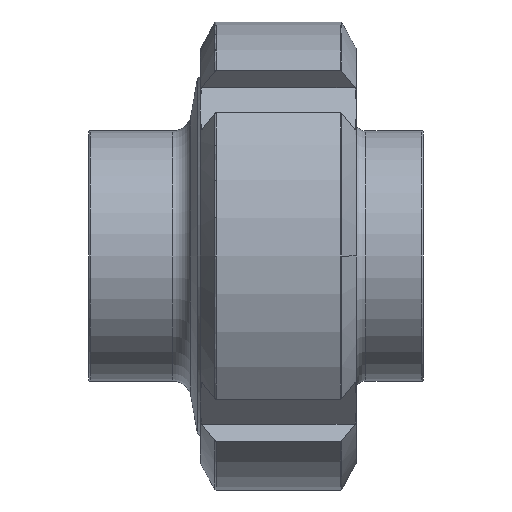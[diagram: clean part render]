
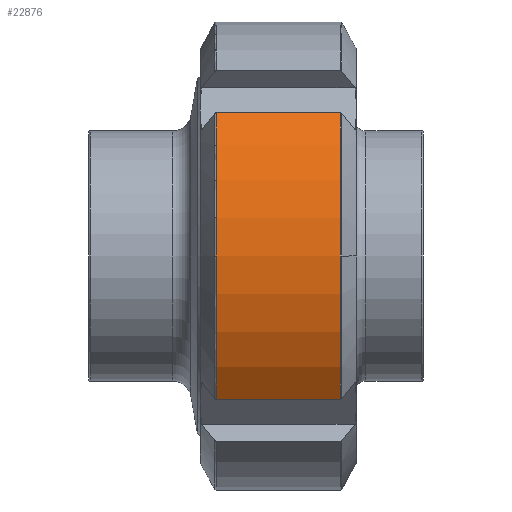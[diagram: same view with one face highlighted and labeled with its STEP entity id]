
A CAD part, front view. The second image highlights one B-rep face of the part: STEP entity #22876.
In plain terms, the highlighted cylindrical face has radius 31.5 mm (diameter 63 mm), a partial arc.
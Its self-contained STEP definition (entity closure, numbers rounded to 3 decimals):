
#72 = DIRECTION ( 'NONE',  ( 0., -1., 0. ) ) ;
#416 = DIRECTION ( 'NONE',  ( -1., 0., 0. ) ) ;
#684 = DIRECTION ( 'NONE',  ( 0., -1., 0. ) ) ;
#691 = CIRCLE ( 'NONE', #12739, 31.5 ) ;
#852 = AXIS2_PLACEMENT_3D ( 'NONE', #27529, #55752, #46902 ) ;
#7396 = CARTESIAN_POINT ( 'NONE',  ( -11.864, -31.5, 0. ) ) ;
#9121 = VERTEX_POINT ( 'NONE', #53305 ) ;
#11658 = EDGE_LOOP ( 'NONE', ( #32370, #35412, #18458, #31804, #19634, #28449 ) ) ;
#12739 = AXIS2_PLACEMENT_3D ( 'NONE', #21533, #33294, #684 ) ;
#15112 = CARTESIAN_POINT ( 'NONE',  ( 7., -24.922, -19.265 ) ) ;
#18458 = ORIENTED_EDGE ( 'NONE', *, *, #25001, .T. ) ;
#19634 = ORIENTED_EDGE ( 'NONE', *, *, #35709, .T. ) ;
#21533 = CARTESIAN_POINT ( 'NONE',  ( -11.864, 0., 0. ) ) ;
#21882 = CIRCLE ( 'NONE', #852, 31.5 ) ;
#22876 = ADVANCED_FACE ( 'NONE', ( #24360 ), #33418, .T. ) ;
#23081 = AXIS2_PLACEMENT_3D ( 'NONE', #43385, #33310, #72 ) ;
#24360 = FACE_OUTER_BOUND ( 'NONE', #11658, .T. ) ;
#24402 = VERTEX_POINT ( 'NONE', #38694 ) ;
#25001 = EDGE_CURVE ( 'NONE', #9121, #39957, #21882, .T. ) ;
#27462 = DIRECTION ( 'NONE',  ( 0., 1., 0. ) ) ;
#27529 = CARTESIAN_POINT ( 'NONE',  ( 4.864, 0., 0. ) ) ;
#28449 = ORIENTED_EDGE ( 'NONE', *, *, #41693, .T. ) ;
#28657 = CARTESIAN_POINT ( 'NONE',  ( -11.864, -24.922, 19.265 ) ) ;
#28850 = CARTESIAN_POINT ( 'NONE',  ( 4.864, -24.922, -19.265 ) ) ;
#29204 = DIRECTION ( 'NONE',  ( 1., 0., 0. ) ) ;
#29235 = CARTESIAN_POINT ( 'NONE',  ( 7., -24.922, 19.265 ) ) ;
#29775 = CIRCLE ( 'NONE', #48647, 31.5 ) ;
#30796 = EDGE_CURVE ( 'NONE', #39957, #35958, #47924, .T. ) ;
#31804 = ORIENTED_EDGE ( 'NONE', *, *, #30796, .T. ) ;
#32370 = ORIENTED_EDGE ( 'NONE', *, *, #54115, .T. ) ;
#33294 = DIRECTION ( 'NONE',  ( 1., 0., 0. ) ) ;
#33310 = DIRECTION ( 'NONE',  ( -1., 0., 0. ) ) ;
#33418 = CYLINDRICAL_SURFACE ( 'NONE', #37386, 31.5 ) ;
#33631 = CIRCLE ( 'NONE', #23081, 31.5 ) ;
#35412 = ORIENTED_EDGE ( 'NONE', *, *, #58546, .T. ) ;
#35709 = EDGE_CURVE ( 'NONE', #35958, #40275, #691, .T. ) ;
#35958 = VERTEX_POINT ( 'NONE', #28657 ) ;
#37386 = AXIS2_PLACEMENT_3D ( 'NONE', #60726, #51670, #27462 ) ;
#37684 = VECTOR ( 'NONE', #29204, 1000. ) ;
#38694 = CARTESIAN_POINT ( 'NONE',  ( -11.864, -24.922, -19.265 ) ) ;
#39330 = CARTESIAN_POINT ( 'NONE',  ( -11.864, 0., 0. ) ) ;
#39957 = VERTEX_POINT ( 'NONE', #40316 ) ;
#40275 = VERTEX_POINT ( 'NONE', #7396 ) ;
#40316 = CARTESIAN_POINT ( 'NONE',  ( 4.864, -24.922, 19.265 ) ) ;
#40371 = VECTOR ( 'NONE', #416, 1000. ) ;
#41693 = EDGE_CURVE ( 'NONE', #40275, #24402, #29775, .T. ) ;
#43385 = CARTESIAN_POINT ( 'NONE',  ( 4.864, 0., 0. ) ) ;
#46902 = DIRECTION ( 'NONE',  ( 0., -1., 0. ) ) ;
#47924 = LINE ( 'NONE', #29235, #40371 ) ;
#48386 = DIRECTION ( 'NONE',  ( 1., 0., 0. ) ) ;
#48647 = AXIS2_PLACEMENT_3D ( 'NONE', #39330, #48386, #53201 ) ;
#51670 = DIRECTION ( 'NONE',  ( 1., 0., 0. ) ) ;
#53201 = DIRECTION ( 'NONE',  ( 0., -1., 0. ) ) ;
#53305 = CARTESIAN_POINT ( 'NONE',  ( 4.864, -31.5, 0. ) ) ;
#54115 = EDGE_CURVE ( 'NONE', #24402, #60050, #54222, .T. ) ;
#54222 = LINE ( 'NONE', #15112, #37684 ) ;
#55752 = DIRECTION ( 'NONE',  ( -1., 0., 0. ) ) ;
#58546 = EDGE_CURVE ( 'NONE', #60050, #9121, #33631, .T. ) ;
#60050 = VERTEX_POINT ( 'NONE', #28850 ) ;
#60726 = CARTESIAN_POINT ( 'NONE',  ( 7., 0., 0. ) ) ;
